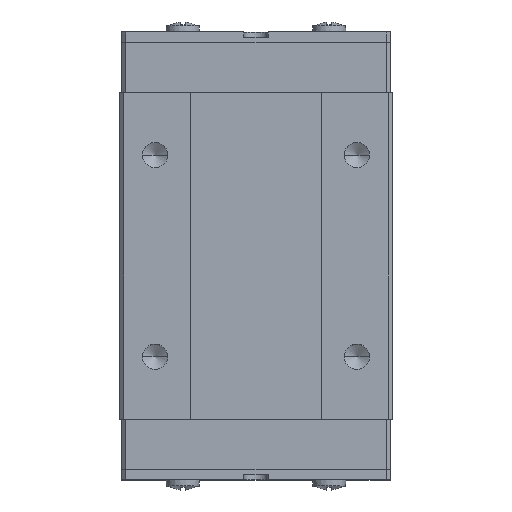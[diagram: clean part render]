
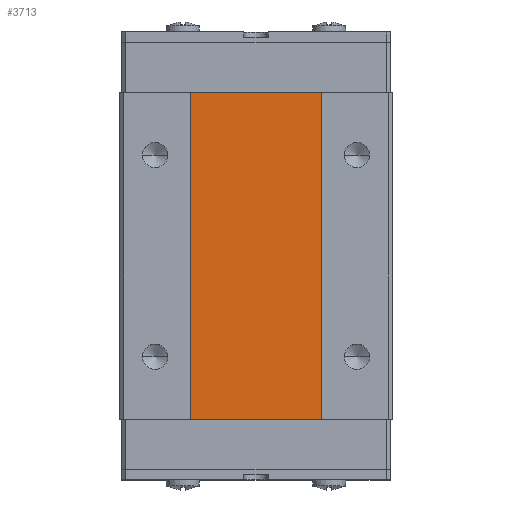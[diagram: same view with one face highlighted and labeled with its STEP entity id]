
A CAD part, top view. The second image highlights one B-rep face of the part: STEP entity #3713.
In plain terms, the highlighted planar face has unit normal (0, 0, 1).
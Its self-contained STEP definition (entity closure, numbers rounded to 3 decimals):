
#3475=VERTEX_POINT('',#9215);
#3595=VERTEX_POINT('',#9341);
#3713=ADVANCED_FACE('',(#9471),#9472,.T.);
#3837=EDGE_CURVE('',#3853,#3595,#9612,.T.);
#3853=VERTEX_POINT('',#9629);
#5829=EDGE_CURVE('',#3475,#3853,#11790,.T.);
#6497=EDGE_CURVE('',#8511,#3475,#12529,.T.);
#6711=EDGE_CURVE('',#3595,#8511,#12769,.T.);
#8511=VERTEX_POINT('',#14741);
#9215=CARTESIAN_POINT('',(-6.5,116.2,12.75));
#9341=CARTESIAN_POINT('',(6.5,83.8,12.75));
#9471=FACE_OUTER_BOUND('',#16151,.T.);
#9472=PLANE('',#16152);
#9612=LINE('',#16349,#16350);
#9629=CARTESIAN_POINT('',(6.5,116.2,12.75));
#11790=LINE('',#19534,#19535);
#12529=LINE('',#20600,#20601);
#12769=LINE('',#20954,#20955);
#14741=CARTESIAN_POINT('',(-6.5,83.8,12.75));
#16151=EDGE_LOOP('',(#24857,#24858,#24859,#24860));
#16152=AXIS2_PLACEMENT_3D('',#24861,#24862,#24863);
#16349=CARTESIAN_POINT('',(6.5,100.0,12.75));
#16350=VECTOR('',#25015,1.0);
#19534=CARTESIAN_POINT('',(0.,116.2,12.75));
#19535=VECTOR('',#27311,1.0);
#20600=CARTESIAN_POINT('',(-6.5,100.0,12.75));
#20601=VECTOR('',#28207,1.0);
#20954=CARTESIAN_POINT('',(0.,83.8,12.75));
#20955=VECTOR('',#28468,1.0);
#24857=ORIENTED_EDGE('',*,*,#3837,.F.);
#24858=ORIENTED_EDGE('',*,*,#5829,.F.);
#24859=ORIENTED_EDGE('',*,*,#6497,.F.);
#24860=ORIENTED_EDGE('',*,*,#6711,.F.);
#24861=CARTESIAN_POINT('',(0.0,100.0,12.75));
#24862=DIRECTION('',(0.0,0.0,1.0));
#24863=DIRECTION('',(1.0,0.0,0.0));
#25015=DIRECTION('',(0.0,-1.0,0.0));
#27311=DIRECTION('',(1.0,0.0,-0.0));
#28207=DIRECTION('',(0.0,1.0,0.0));
#28468=DIRECTION('',(-1.0,0.0,0.0));
